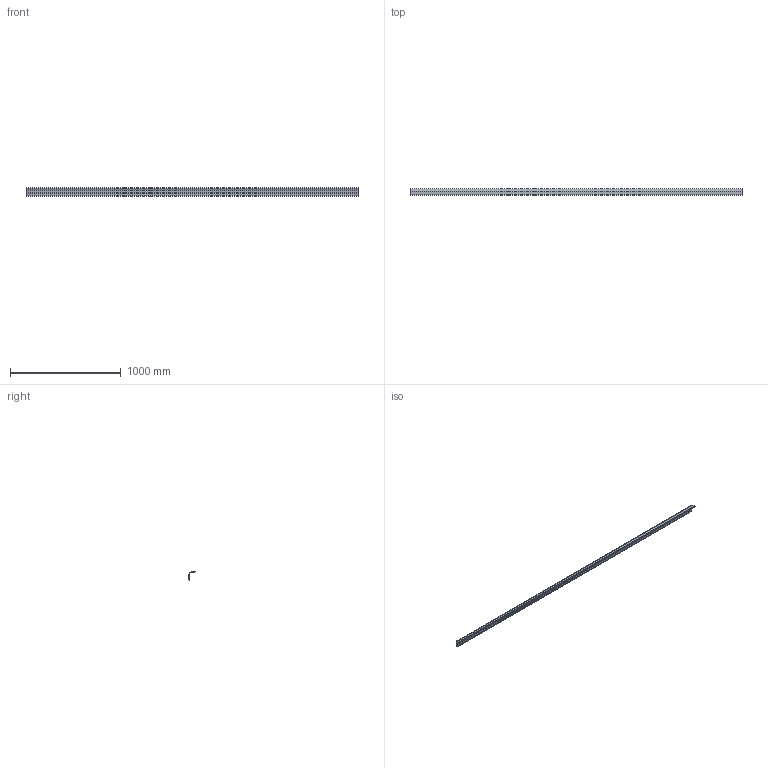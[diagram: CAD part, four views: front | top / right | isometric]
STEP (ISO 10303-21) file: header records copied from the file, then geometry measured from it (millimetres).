
FILE_DESCRIPTION(/* description */ (''),/* implementation_level */ '2;1');
FILE_NAME(/* name */ '22861.stp',/* time_stamp */ '2019-08-13T08:56:58+02:00',/* author */ ('DOMINIQUE'),/* organization */ (''),/* preprocessor_version */ 'ST-DEVELOPER v17.2',/* originating_system */ 'Autodesk Inventor 2019',/* authorisation */ '');
FILE_SCHEMA (('AUTOMOTIVE_DESIGN { 1 0 10303 214 3 1 1 }'));
Length unit declared in the file: millimetre
Products named in the file (1): 22861versusclip
Bounding box: 3000 x 54.5 x 78.71 mm (x, y, z)
Volume: 670361.1 mm3; surface area: 898817.5 mm2
Topology: 1 solids, 1 shells, 53 faces, 153 edges, 102 vertices
Faces by surface type: cylinder 29, plane 24
Entity records: 1806 total; most frequent: DIRECTION 319, CARTESIAN_POINT 309, ORIENTED_EDGE 306, EDGE_CURVE 153, AXIS2_PLACEMENT_3D 112, VERTEX_POINT 102, LINE 95, VECTOR 95
